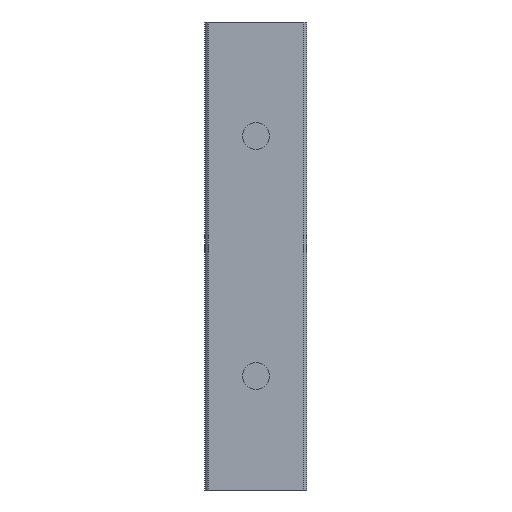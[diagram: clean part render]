
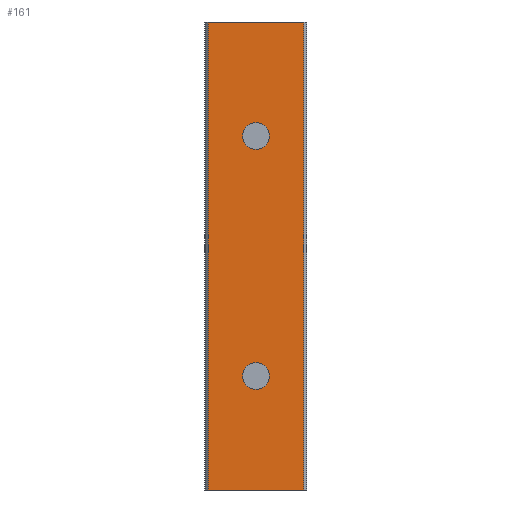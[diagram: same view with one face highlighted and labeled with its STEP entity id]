
A CAD part, front view. The second image highlights one B-rep face of the part: STEP entity #161.
In plain terms, the highlighted planar face has unit normal (0, -1, 0).
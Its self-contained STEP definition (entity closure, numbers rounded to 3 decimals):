
#161 = ADVANCED_FACE ( 'NONE', ( #1756, #1755, #1760 ), #2043, .T. ) ;
#256 = EDGE_CURVE ( 'NONE', #1908, #1902, #1319, .T. ) ;
#274 = EDGE_CURVE ( 'NONE', #832, #832, #1346, .T. ) ;
#292 = EDGE_CURVE ( 'NONE', #834, #834, #1372, .T. ) ;
#312 = AXIS2_PLACEMENT_3D ( 'NONE', #2063, #2064, #2065 ) ;
#411 = AXIS2_PLACEMENT_3D ( 'NONE', #490, #497, #498 ) ;
#413 = AXIS2_PLACEMENT_3D ( 'NONE', #543, #544, #545 ) ;
#490 = CARTESIAN_POINT ( 'NONE',  ( 0., 0., -38. ) ) ;
#497 = DIRECTION ( 'NONE',  ( 0., 1., 0. ) ) ;
#498 = DIRECTION ( 'NONE',  ( 0., 0., 1. ) ) ;
#543 = CARTESIAN_POINT ( 'NONE',  ( 0., 0., -118. ) ) ;
#544 = DIRECTION ( 'NONE',  ( 0., 1., 0. ) ) ;
#545 = DIRECTION ( 'NONE',  ( 0., 0., 1. ) ) ;
#684 = CARTESIAN_POINT ( 'NONE',  ( 16., 0., 0. ) ) ;
#685 = DIRECTION ( 'NONE',  ( 1., 0., 0. ) ) ;
#688 = CARTESIAN_POINT ( 'NONE',  ( 16., 0., -156. ) ) ;
#689 = DIRECTION ( 'NONE',  ( 1., 0., 0. ) ) ;
#704 = CARTESIAN_POINT ( 'NONE',  ( -16., 0., -156. ) ) ;
#705 = DIRECTION ( 'NONE',  ( 0., 0., 1. ) ) ;
#751 = CARTESIAN_POINT ( 'NONE',  ( 16., 0., 0. ) ) ;
#757 = CARTESIAN_POINT ( 'NONE',  ( 16., 0., -156. ) ) ;
#801 = CARTESIAN_POINT ( 'NONE',  ( -16., 0., -156. ) ) ;
#807 = CARTESIAN_POINT ( 'NONE',  ( -16., 0., 0. ) ) ;
#832 = VERTEX_POINT ( 'NONE', #833 ) ;
#833 = CARTESIAN_POINT ( 'NONE',  ( 0., 0., -33.5 ) ) ;
#834 = VERTEX_POINT ( 'NONE', #835 ) ;
#835 = CARTESIAN_POINT ( 'NONE',  ( 0., 0., -113.5 ) ) ;
#937 = CARTESIAN_POINT ( 'NONE',  ( 16., 0., -156. ) ) ;
#949 = DIRECTION ( 'NONE',  ( 0., 0., 1. ) ) ;
#1048 = EDGE_CURVE ( 'NONE', #1958, #1902, #1470, .T. ) ;
#1050 = EDGE_CURVE ( 'NONE', #1952, #1908, #1474, .T. ) ;
#1056 = EDGE_CURVE ( 'NONE', #1952, #1958, #1476, .T. ) ;
#1119 = EDGE_LOOP ( 'NONE', ( #1670 ) ) ;
#1154 = EDGE_LOOP ( 'NONE', ( #1653, #1654, #1655, #1656 ) ) ;
#1168 = EDGE_LOOP ( 'NONE', ( #1665 ) ) ;
#1314 = VECTOR ( 'NONE', #949, 1000. ) ;
#1319 = LINE ( 'NONE', #937, #1314 ) ;
#1346 = CIRCLE ( 'NONE', #411, 4.5 ) ;
#1372 = CIRCLE ( 'NONE', #413, 4.5 ) ;
#1470 = LINE ( 'NONE', #684, #1471 ) ;
#1471 = VECTOR ( 'NONE', #685, 1000. ) ;
#1474 = LINE ( 'NONE', #688, #1475 ) ;
#1475 = VECTOR ( 'NONE', #689, 1000. ) ;
#1476 = LINE ( 'NONE', #704, #1484 ) ;
#1484 = VECTOR ( 'NONE', #705, 1000. ) ;
#1653 = ORIENTED_EDGE ( 'NONE', *, *, #1048, .F. ) ;
#1654 = ORIENTED_EDGE ( 'NONE', *, *, #1056, .F. ) ;
#1655 = ORIENTED_EDGE ( 'NONE', *, *, #1050, .T. ) ;
#1656 = ORIENTED_EDGE ( 'NONE', *, *, #256, .T. ) ;
#1665 = ORIENTED_EDGE ( 'NONE', *, *, #274, .T. ) ;
#1670 = ORIENTED_EDGE ( 'NONE', *, *, #292, .T. ) ;
#1755 = FACE_OUTER_BOUND ( 'NONE', #1154, .T. ) ;
#1756 = FACE_BOUND ( 'NONE', #1168, .T. ) ;
#1760 = FACE_BOUND ( 'NONE', #1119, .T. ) ;
#1902 = VERTEX_POINT ( 'NONE', #751 ) ;
#1908 = VERTEX_POINT ( 'NONE', #757 ) ;
#1952 = VERTEX_POINT ( 'NONE', #801 ) ;
#1958 = VERTEX_POINT ( 'NONE', #807 ) ;
#2043 = PLANE ( 'NONE',  #312 ) ;
#2063 = CARTESIAN_POINT ( 'NONE',  ( 16., 0., -156. ) ) ;
#2064 = DIRECTION ( 'NONE',  ( 0., -1., 0. ) ) ;
#2065 = DIRECTION ( 'NONE',  ( 1., 0., 0. ) ) ;
